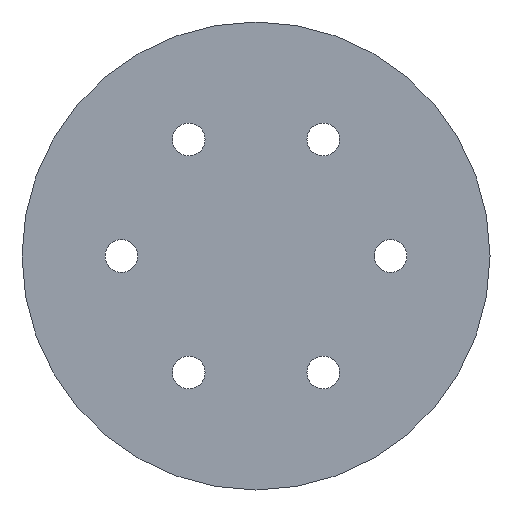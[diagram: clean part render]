
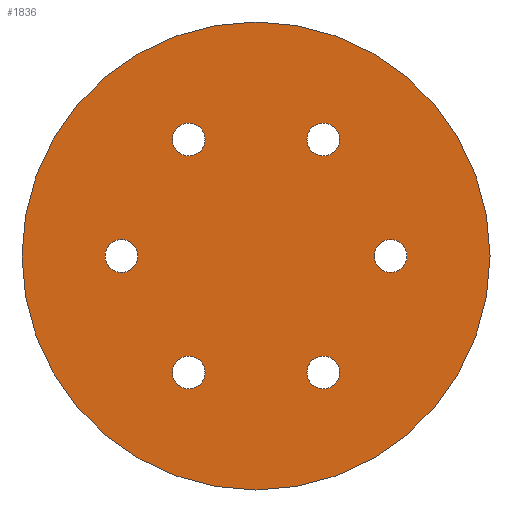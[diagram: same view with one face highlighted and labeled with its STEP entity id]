
A CAD part, left-side view. The second image highlights one B-rep face of the part: STEP entity #1836.
In plain terms, the highlighted planar face has unit normal (-1, 0, 0).
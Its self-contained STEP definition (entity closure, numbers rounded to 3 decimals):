
#8 = DIRECTION ( 'NONE',  ( -1., 0., 0. ) ) ;
#26 = CIRCLE ( 'NONE', #1852, 30. ) ;
#28 = CIRCLE ( 'NONE', #2420, 30. ) ;
#37 = EDGE_LOOP ( 'NONE', ( #1578, #749 ) ) ;
#45 = DIRECTION ( 'NONE',  ( 0., 0., 1. ) ) ;
#47 = EDGE_LOOP ( 'NONE', ( #737, #1815 ) ) ;
#61 = CIRCLE ( 'NONE', #1975, 2.1 ) ;
#64 = AXIS2_PLACEMENT_3D ( 'NONE', #248, #627, #1813 ) ;
#114 = CARTESIAN_POINT ( 'NONE',  ( -5., -8.625, -17.039 ) ) ;
#225 = DIRECTION ( 'NONE',  ( -1., 0., 0. ) ) ;
#239 = DIRECTION ( 'NONE',  ( -1., 0., 0. ) ) ;
#248 = CARTESIAN_POINT ( 'NONE',  ( -5., 0., 0. ) ) ;
#253 = ORIENTED_EDGE ( 'NONE', *, *, #1837, .T. ) ;
#285 = DIRECTION ( 'NONE',  ( -1., 0., 0. ) ) ;
#304 = CARTESIAN_POINT ( 'NONE',  ( -5., -17.25, 2.1 ) ) ;
#363 = CARTESIAN_POINT ( 'NONE',  ( -5., 8.625, -12.839 ) ) ;
#366 = EDGE_LOOP ( 'NONE', ( #1163, #253 ) ) ;
#387 = AXIS2_PLACEMENT_3D ( 'NONE', #740, #2310, #563 ) ;
#397 = CARTESIAN_POINT ( 'NONE',  ( -5., -8.625, 12.839 ) ) ;
#412 = FACE_BOUND ( 'NONE', #1011, .T. ) ;
#413 = DIRECTION ( 'NONE',  ( 0., 0., 1. ) ) ;
#423 = VERTEX_POINT ( 'NONE', #2260 ) ;
#426 = CIRCLE ( 'NONE', #507, 2.1 ) ;
#429 = CIRCLE ( 'NONE', #1855, 2.1 ) ;
#431 = AXIS2_PLACEMENT_3D ( 'NONE', #515, #2423, #2206 ) ;
#456 = EDGE_LOOP ( 'NONE', ( #1094, #1904 ) ) ;
#461 = AXIS2_PLACEMENT_3D ( 'NONE', #885, #894, #1114 ) ;
#467 = EDGE_CURVE ( 'NONE', #2396, #1694, #2092, .T. ) ;
#507 = AXIS2_PLACEMENT_3D ( 'NONE', #1538, #8, #988 ) ;
#511 = CARTESIAN_POINT ( 'NONE',  ( -5., -8.625, 17.039 ) ) ;
#515 = CARTESIAN_POINT ( 'NONE',  ( -5., -17.25, 0. ) ) ;
#517 = CIRCLE ( 'NONE', #996, 2.1 ) ;
#521 = DIRECTION ( 'NONE',  ( -1., 0., 0. ) ) ;
#563 = DIRECTION ( 'NONE',  ( 0., 0., 1. ) ) ;
#605 = CARTESIAN_POINT ( 'NONE',  ( -5., 8.625, -14.939 ) ) ;
#616 = FACE_BOUND ( 'NONE', #37, .T. ) ;
#627 = DIRECTION ( 'NONE',  ( -1., 0., 0. ) ) ;
#719 = CARTESIAN_POINT ( 'NONE',  ( -5., -8.625, -12.839 ) ) ;
#731 = VERTEX_POINT ( 'NONE', #1179 ) ;
#737 = ORIENTED_EDGE ( 'NONE', *, *, #1701, .F. ) ;
#740 = CARTESIAN_POINT ( 'NONE',  ( -5., -17.25, 0. ) ) ;
#749 = ORIENTED_EDGE ( 'NONE', *, *, #818, .F. ) ;
#763 = ORIENTED_EDGE ( 'NONE', *, *, #2506, .F. ) ;
#767 = DIRECTION ( 'NONE',  ( -1., 0., 0. ) ) ;
#797 = EDGE_CURVE ( 'NONE', #1491, #1126, #426, .T. ) ;
#818 = EDGE_CURVE ( 'NONE', #2460, #2130, #825, .T. ) ;
#825 = CIRCLE ( 'NONE', #986, 2.1 ) ;
#832 = AXIS2_PLACEMENT_3D ( 'NONE', #1709, #1509, #1348 ) ;
#885 = CARTESIAN_POINT ( 'NONE',  ( -5., 8.625, 14.939 ) ) ;
#893 = ORIENTED_EDGE ( 'NONE', *, *, #467, .F. ) ;
#894 = DIRECTION ( 'NONE',  ( -1., 0., 0. ) ) ;
#896 = CARTESIAN_POINT ( 'NONE',  ( -5., 17.25, 0. ) ) ;
#910 = DIRECTION ( 'NONE',  ( 0., 0., 1. ) ) ;
#922 = ORIENTED_EDGE ( 'NONE', *, *, #1787, .F. ) ;
#955 = CIRCLE ( 'NONE', #431, 2.1 ) ;
#986 = AXIS2_PLACEMENT_3D ( 'NONE', #2508, #1362, #45 ) ;
#988 = DIRECTION ( 'NONE',  ( 0., 0., 1. ) ) ;
#994 = EDGE_CURVE ( 'NONE', #2309, #2404, #61, .T. ) ;
#996 = AXIS2_PLACEMENT_3D ( 'NONE', #896, #767, #2351 ) ;
#1011 = EDGE_LOOP ( 'NONE', ( #922, #1790 ) ) ;
#1016 = FACE_BOUND ( 'NONE', #2164, .T. ) ;
#1028 = DIRECTION ( 'NONE',  ( 0., 0., 1. ) ) ;
#1068 = EDGE_CURVE ( 'NONE', #1126, #1491, #1479, .T. ) ;
#1076 = CARTESIAN_POINT ( 'NONE',  ( -5., 17.25, 2.1 ) ) ;
#1094 = ORIENTED_EDGE ( 'NONE', *, *, #1068, .F. ) ;
#1096 = CARTESIAN_POINT ( 'NONE',  ( -5., 0., 0. ) ) ;
#1110 = CARTESIAN_POINT ( 'NONE',  ( -5., 8.625, 12.839 ) ) ;
#1114 = DIRECTION ( 'NONE',  ( 0., 0., 1. ) ) ;
#1126 = VERTEX_POINT ( 'NONE', #2255 ) ;
#1141 = DIRECTION ( 'NONE',  ( 0., 0., 1. ) ) ;
#1159 = DIRECTION ( 'NONE',  ( -1., 0., 0. ) ) ;
#1163 = ORIENTED_EDGE ( 'NONE', *, *, #1430, .T. ) ;
#1179 = CARTESIAN_POINT ( 'NONE',  ( -5., 0., -30. ) ) ;
#1197 = CIRCLE ( 'NONE', #1648, 2.1 ) ;
#1238 = CIRCLE ( 'NONE', #387, 2.1 ) ;
#1337 = CARTESIAN_POINT ( 'NONE',  ( -5., 17.25, 0. ) ) ;
#1348 = DIRECTION ( 'NONE',  ( 0., 0., 1. ) ) ;
#1362 = DIRECTION ( 'NONE',  ( -1., 0., 0. ) ) ;
#1378 = DIRECTION ( 'NONE',  ( 0., 0., 1. ) ) ;
#1380 = CARTESIAN_POINT ( 'NONE',  ( -5., -8.625, -14.939 ) ) ;
#1392 = DIRECTION ( 'NONE',  ( 0., 0., 1. ) ) ;
#1417 = CARTESIAN_POINT ( 'NONE',  ( -5., 0., 0. ) ) ;
#1430 = EDGE_CURVE ( 'NONE', #1647, #731, #26, .T. ) ;
#1461 = DIRECTION ( 'NONE',  ( -1., 0., 0. ) ) ;
#1473 = CARTESIAN_POINT ( 'NONE',  ( -5., 8.625, -17.039 ) ) ;
#1479 = CIRCLE ( 'NONE', #461, 2.1 ) ;
#1491 = VERTEX_POINT ( 'NONE', #1110 ) ;
#1509 = DIRECTION ( 'NONE',  ( -1., 0., 0. ) ) ;
#1538 = CARTESIAN_POINT ( 'NONE',  ( -5., 8.625, 14.939 ) ) ;
#1564 = VERTEX_POINT ( 'NONE', #1577 ) ;
#1577 = CARTESIAN_POINT ( 'NONE',  ( -5., -17.25, -2.1 ) ) ;
#1578 = ORIENTED_EDGE ( 'NONE', *, *, #1651, .F. ) ;
#1596 = FACE_BOUND ( 'NONE', #1704, .T. ) ;
#1612 = FACE_BOUND ( 'NONE', #456, .T. ) ;
#1617 = EDGE_CURVE ( 'NONE', #1694, #2396, #2098, .T. ) ;
#1647 = VERTEX_POINT ( 'NONE', #2000 ) ;
#1648 = AXIS2_PLACEMENT_3D ( 'NONE', #1380, #1797, #413 ) ;
#1651 = EDGE_CURVE ( 'NONE', #2130, #2460, #1197, .T. ) ;
#1694 = VERTEX_POINT ( 'NONE', #363 ) ;
#1701 = EDGE_CURVE ( 'NONE', #2392, #1564, #1238, .T. ) ;
#1704 = EDGE_LOOP ( 'NONE', ( #1834, #893 ) ) ;
#1709 = CARTESIAN_POINT ( 'NONE',  ( -5., -8.625, 14.939 ) ) ;
#1711 = EDGE_CURVE ( 'NONE', #423, #2449, #429, .T. ) ;
#1775 = ORIENTED_EDGE ( 'NONE', *, *, #1711, .F. ) ;
#1786 = CARTESIAN_POINT ( 'NONE',  ( -5., 8.625, -14.939 ) ) ;
#1787 = EDGE_CURVE ( 'NONE', #2404, #2309, #1941, .T. ) ;
#1790 = ORIENTED_EDGE ( 'NONE', *, *, #994, .F. ) ;
#1797 = DIRECTION ( 'NONE',  ( -1., 0., 0. ) ) ;
#1813 = DIRECTION ( 'NONE',  ( 0., 0., 1. ) ) ;
#1815 = ORIENTED_EDGE ( 'NONE', *, *, #2031, .F. ) ;
#1834 = ORIENTED_EDGE ( 'NONE', *, *, #1617, .F. ) ;
#1836 = ADVANCED_FACE ( 'NONE', ( #2161, #412, #1612, #1016, #1596, #616, #1972 ), #2149, .T. ) ;
#1837 = EDGE_CURVE ( 'NONE', #731, #1647, #28, .T. ) ;
#1852 = AXIS2_PLACEMENT_3D ( 'NONE', #1096, #521, #1882 ) ;
#1855 = AXIS2_PLACEMENT_3D ( 'NONE', #1337, #1159, #1141 ) ;
#1882 = DIRECTION ( 'NONE',  ( 0., 0., 1. ) ) ;
#1904 = ORIENTED_EDGE ( 'NONE', *, *, #797, .F. ) ;
#1941 = CIRCLE ( 'NONE', #832, 2.1 ) ;
#1972 = FACE_OUTER_BOUND ( 'NONE', #366, .T. ) ;
#1975 = AXIS2_PLACEMENT_3D ( 'NONE', #2432, #1461, #910 ) ;
#2000 = CARTESIAN_POINT ( 'NONE',  ( -5., 0., 30. ) ) ;
#2031 = EDGE_CURVE ( 'NONE', #1564, #2392, #955, .T. ) ;
#2092 = CIRCLE ( 'NONE', #2129, 2.1 ) ;
#2098 = CIRCLE ( 'NONE', #2263, 2.1 ) ;
#2129 = AXIS2_PLACEMENT_3D ( 'NONE', #605, #239, #1378 ) ;
#2130 = VERTEX_POINT ( 'NONE', #719 ) ;
#2149 = PLANE ( 'NONE',  #64 ) ;
#2161 = FACE_BOUND ( 'NONE', #47, .T. ) ;
#2164 = EDGE_LOOP ( 'NONE', ( #763, #1775 ) ) ;
#2206 = DIRECTION ( 'NONE',  ( 0., 0., 1. ) ) ;
#2255 = CARTESIAN_POINT ( 'NONE',  ( -5., 8.625, 17.039 ) ) ;
#2260 = CARTESIAN_POINT ( 'NONE',  ( -5., 17.25, -2.1 ) ) ;
#2263 = AXIS2_PLACEMENT_3D ( 'NONE', #1786, #285, #1392 ) ;
#2309 = VERTEX_POINT ( 'NONE', #397 ) ;
#2310 = DIRECTION ( 'NONE',  ( -1., 0., 0. ) ) ;
#2351 = DIRECTION ( 'NONE',  ( 0., 0., 1. ) ) ;
#2392 = VERTEX_POINT ( 'NONE', #304 ) ;
#2396 = VERTEX_POINT ( 'NONE', #1473 ) ;
#2404 = VERTEX_POINT ( 'NONE', #511 ) ;
#2420 = AXIS2_PLACEMENT_3D ( 'NONE', #1417, #225, #1028 ) ;
#2423 = DIRECTION ( 'NONE',  ( -1., 0., 0. ) ) ;
#2432 = CARTESIAN_POINT ( 'NONE',  ( -5., -8.625, 14.939 ) ) ;
#2449 = VERTEX_POINT ( 'NONE', #1076 ) ;
#2460 = VERTEX_POINT ( 'NONE', #114 ) ;
#2506 = EDGE_CURVE ( 'NONE', #2449, #423, #517, .T. ) ;
#2508 = CARTESIAN_POINT ( 'NONE',  ( -5., -8.625, -14.939 ) ) ;
